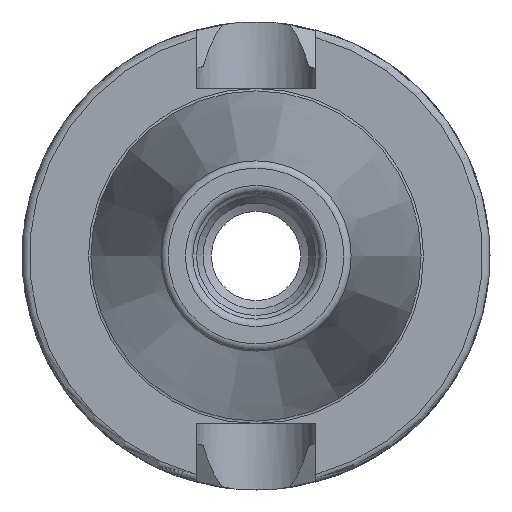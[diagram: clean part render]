
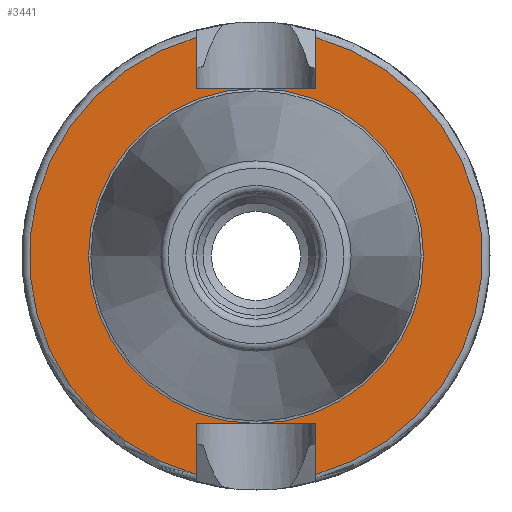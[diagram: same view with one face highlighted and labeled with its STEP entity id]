
A CAD part, left-side view. The second image highlights one B-rep face of the part: STEP entity #3441.
In plain terms, the highlighted planar face has unit normal (-1, 0, 0).
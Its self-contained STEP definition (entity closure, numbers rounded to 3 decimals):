
#272=CARTESIAN_POINT('',(2.,8.05,-22.6));
#273=VERTEX_POINT('',#272);
#280=CARTESIAN_POINT('',(2.,8.05,-29.418));
#281=VERTEX_POINT('',#280);
#282=CARTESIAN_POINT('',(2.,8.05,-29.418));
#283=DIRECTION('',(0.0,0.0,1.0));
#284=VECTOR('',#283,6.818);
#285=LINE('',#282,#284);
#286=EDGE_CURVE('',#281,#273,#285,.T.);
#363=CARTESIAN_POINT('',(2.,-8.05,-29.418));
#364=VERTEX_POINT('',#363);
#378=CARTESIAN_POINT('',(2.,-8.05,-22.6));
#379=VERTEX_POINT('',#378);
#380=CARTESIAN_POINT('',(2.,-8.05,-22.6));
#381=DIRECTION('',(0.0,0.0,-1.0));
#382=VECTOR('',#381,6.818);
#383=LINE('',#380,#382);
#384=EDGE_CURVE('',#379,#364,#383,.T.);
#404=CARTESIAN_POINT('',(2.,8.05,-22.6));
#405=DIRECTION('',(0.0,-1.0,0.0));
#406=VECTOR('',#405,16.1);
#407=LINE('',#404,#406);
#408=EDGE_CURVE('',#273,#379,#407,.T.);
#563=CARTESIAN_POINT('',(2.,8.05,29.418));
#564=VERTEX_POINT('',#563);
#565=CARTESIAN_POINT('',(2.,0.0,0.0));
#566=DIRECTION('',(1.0,0.0,0.0));
#567=DIRECTION('',(0.0,1.0,0.0));
#568=AXIS2_PLACEMENT_3D('',#565,#566,#567);
#569=CIRCLE('',#568,30.5);
#570=EDGE_CURVE('',#281,#564,#569,.T.);
#706=CARTESIAN_POINT('',(2.,-8.05,22.6));
#707=VERTEX_POINT('',#706);
#714=CARTESIAN_POINT('',(2.,-8.05,29.418));
#715=VERTEX_POINT('',#714);
#716=CARTESIAN_POINT('',(2.,-8.05,29.418));
#717=DIRECTION('',(0.0,0.0,-1.0));
#718=VECTOR('',#717,6.818);
#719=LINE('',#716,#718);
#720=EDGE_CURVE('',#715,#707,#719,.T.);
#770=CARTESIAN_POINT('',(2.,8.05,22.6));
#771=VERTEX_POINT('',#770);
#772=CARTESIAN_POINT('',(2.,8.05,22.6));
#773=DIRECTION('',(0.0,0.0,1.0));
#774=VECTOR('',#773,6.818);
#775=LINE('',#772,#774);
#776=EDGE_CURVE('',#771,#564,#775,.T.);
#796=CARTESIAN_POINT('',(2.,-8.05,22.6));
#797=DIRECTION('',(0.0,1.0,0.0));
#798=VECTOR('',#797,16.1);
#799=LINE('',#796,#798);
#800=EDGE_CURVE('',#707,#771,#799,.T.);
#3402=CARTESIAN_POINT('',(2.,22.55,0.0));
#3403=VERTEX_POINT('',#3402);
#3404=CARTESIAN_POINT('',(2.,0.0,0.0));
#3405=DIRECTION('',(1.0,0.0,0.0));
#3406=DIRECTION('',(0.0,1.0,0.0));
#3407=AXIS2_PLACEMENT_3D('',#3404,#3405,#3406);
#3408=CIRCLE('',#3407,22.55);
#3409=EDGE_CURVE('',#3403,#3403,#3408,.T.);
#3417=CARTESIAN_POINT('',(2.,26.525,0.0));
#3418=DIRECTION('',(-1.0,0.0,0.0));
#3419=DIRECTION('',(0.0,0.0,1.0));
#3420=AXIS2_PLACEMENT_3D('',#3417,#3418,#3419);
#3421=PLANE('',#3420);
#3422=ORIENTED_EDGE('',*,*,#384,.T.);
#3423=CARTESIAN_POINT('',(2.,0.0,0.0));
#3424=DIRECTION('',(1.0,0.0,0.0));
#3425=DIRECTION('',(0.0,1.0,0.0));
#3426=AXIS2_PLACEMENT_3D('',#3423,#3424,#3425);
#3427=CIRCLE('',#3426,30.5);
#3428=EDGE_CURVE('',#715,#364,#3427,.T.);
#3429=ORIENTED_EDGE('',*,*,#3428,.F.);
#3430=ORIENTED_EDGE('',*,*,#720,.T.);
#3431=ORIENTED_EDGE('',*,*,#800,.T.);
#3432=ORIENTED_EDGE('',*,*,#776,.T.);
#3433=ORIENTED_EDGE('',*,*,#570,.F.);
#3434=ORIENTED_EDGE('',*,*,#286,.T.);
#3435=ORIENTED_EDGE('',*,*,#408,.T.);
#3436=EDGE_LOOP('',(#3422,#3429,#3430,#3431,#3432,#3433,#3434,#3435));
#3437=FACE_OUTER_BOUND('',#3436,.T.);
#3438=ORIENTED_EDGE('',*,*,#3409,.T.);
#3439=EDGE_LOOP('',(#3438));
#3440=FACE_BOUND('',#3439,.T.);
#3441=ADVANCED_FACE('',(#3437,#3440),#3421,.T.);
